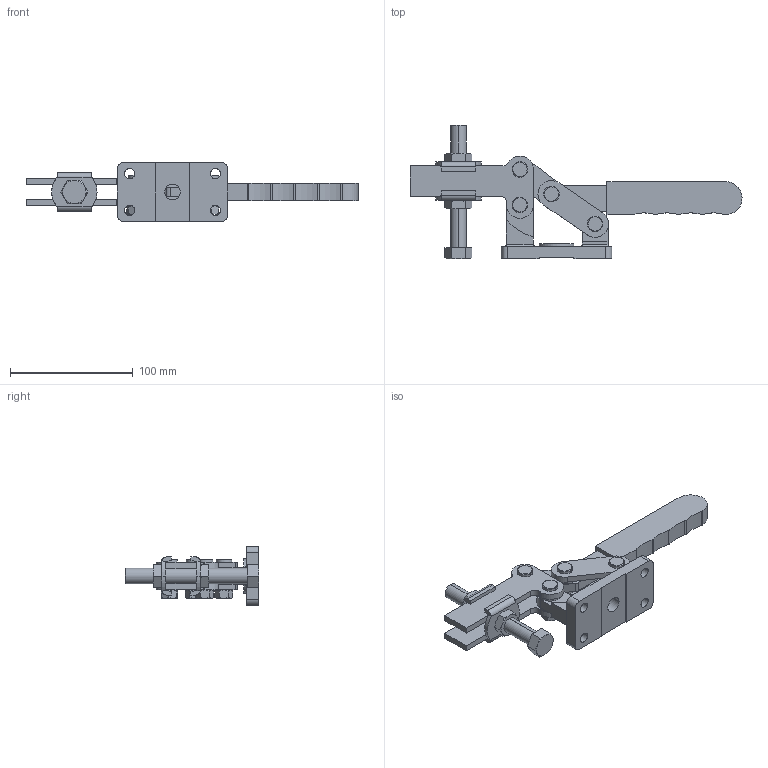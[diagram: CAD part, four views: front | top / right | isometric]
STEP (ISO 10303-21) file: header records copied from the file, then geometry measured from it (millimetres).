
FILE_DESCRIPTION (( 'STEP AP214' ), '1' );
FILE_NAME ('GH-204-G(Â²¤Æ)-1.STEP', '2020-07-15T03:54:39', ( 'LinWei' ), ( '' ), 'SwSTEP 2.0', 'SolidWorks 2016', '' );
FILE_SCHEMA (( 'AUTOMOTIVE_DESIGN' ));
Length unit declared in the file: millimetre
Products named in the file (6): 2204G13-1^GH-204-G(簡化)-1; Group5^GH-204-G(簡化)-1; Group3^GH-204-G(簡化)-1; Group1^GH-204-G(簡化)-1; Group2^GH-204-G(簡化)-1; GH-204-G(簡化)-1
Assembly tree (5 placements, depth 2):
  GH-204-G(簡化)-1
    Group2^GH-204-G(簡化)-1
    Group1^GH-204-G(簡化)-1
    Group3^GH-204-G(簡化)-1
    Group5^GH-204-G(簡化)-1
    2204G13-1^GH-204-G(簡化)-1
Bounding box: 270.8 x 109.25 x 48 mm (x, y, z)
Volume: 162227.8 mm3; surface area: 69954 mm2
Topology: 4 solids, 6 shells, 361 faces, 850 edges, 532 vertices
Faces by surface type: plane 145, cylinder 120, cone 96
Entity records: 12593 total; most frequent: CARTESIAN_POINT 2552, DIRECTION 1730, ORIENTED_EDGE 1700, EDGE_CURVE 850, AXIS2_PLACEMENT_3D 690, VERTEX_POINT 532, EDGE_LOOP 414, FACE_OUTER_BOUND 361
